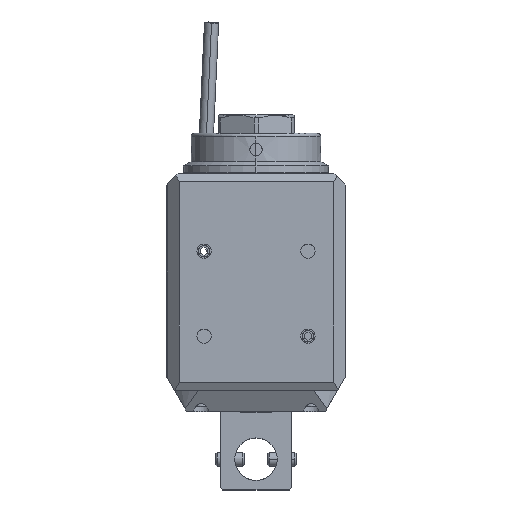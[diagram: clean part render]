
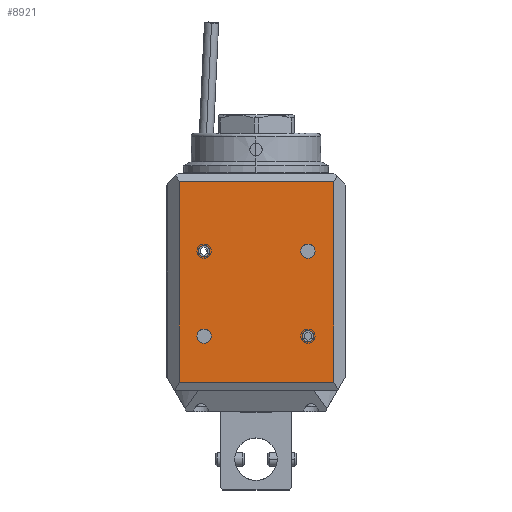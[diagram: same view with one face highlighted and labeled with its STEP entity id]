
A CAD part, top view. The second image highlights one B-rep face of the part: STEP entity #8921.
In plain terms, the highlighted planar face has unit normal (0, 0, -1).
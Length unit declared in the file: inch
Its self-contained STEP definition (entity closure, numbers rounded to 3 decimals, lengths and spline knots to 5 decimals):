
#129 = DIRECTION ( 'NONE',  ( -1., 0., 0. ) ) ;
#458 = CARTESIAN_POINT ( 'NONE',  ( -0.86614, -0.70866, 4.05512 ) ) ;
#552 = VERTEX_POINT ( 'NONE', #20006 ) ;
#1153 = CARTESIAN_POINT ( 'NONE',  ( 0.86614, -0.70866, 4.05512 ) ) ;
#1499 = VERTEX_POINT ( 'NONE', #4384 ) ;
#1914 = CARTESIAN_POINT ( 'NONE',  ( 1.29921, -1.47779, 4.05512 ) ) ;
#2186 = CARTESIAN_POINT ( 'NONE',  ( -0.96457, 0.70866, 4.05512 ) ) ;
#2497 = ORIENTED_EDGE ( 'NONE', *, *, #3977, .T. ) ;
#2616 = VERTEX_POINT ( 'NONE', #15087 ) ;
#3518 = AXIS2_PLACEMENT_3D ( 'NONE', #6689, #20118, #21604 ) ;
#3834 = AXIS2_PLACEMENT_3D ( 'NONE', #18217, #10585, #8722 ) ;
#3960 = ORIENTED_EDGE ( 'NONE', *, *, #16179, .T. ) ;
#3977 = EDGE_CURVE ( 'NONE', #18894, #8114, #4239, .T. ) ;
#4051 = EDGE_CURVE ( 'NONE', #552, #7430, #13382, .T. ) ;
#4157 = VERTEX_POINT ( 'NONE', #9866 ) ;
#4239 = LINE ( 'NONE', #8296, #10228 ) ;
#4244 = DIRECTION ( 'NONE',  ( 0., 0., 1. ) ) ;
#4384 = CARTESIAN_POINT ( 'NONE',  ( -0.76772, 0.70866, 4.05512 ) ) ;
#4629 = EDGE_CURVE ( 'NONE', #8091, #19279, #9066, .T. ) ;
#4701 = ORIENTED_EDGE ( 'NONE', *, *, #4051, .T. ) ;
#4797 = CARTESIAN_POINT ( 'NONE',  ( -0.74803, -0.70866, 4.05512 ) ) ;
#5094 = CIRCLE ( 'NONE', #14568, 0.09843 ) ;
#5179 = EDGE_CURVE ( 'NONE', #8643, #4157, #10493, .T. ) ;
#5478 = DIRECTION ( 'NONE',  ( 1., 0., 0. ) ) ;
#5504 = AXIS2_PLACEMENT_3D ( 'NONE', #1153, #8668, #19884 ) ;
#5579 = ORIENTED_EDGE ( 'NONE', *, *, #5179, .T. ) ;
#5770 = CIRCLE ( 'NONE', #21124, 0.11811 ) ;
#6135 = DIRECTION ( 'NONE',  ( 1., 0., 0. ) ) ;
#6269 = CIRCLE ( 'NONE', #3518, 0.09843 ) ;
#6313 = CARTESIAN_POINT ( 'NONE',  ( -1.27953, 0., 4.05512 ) ) ;
#6360 = EDGE_LOOP ( 'NONE', ( #17923, #17129 ) ) ;
#6398 = AXIS2_PLACEMENT_3D ( 'NONE', #9374, #18973, #129 ) ;
#6434 = DIRECTION ( 'NONE',  ( 0., -1., 0. ) ) ;
#6689 = CARTESIAN_POINT ( 'NONE',  ( 0.86614, -0.70866, 4.05512 ) ) ;
#6762 = CARTESIAN_POINT ( 'NONE',  ( 1.29921, 0., 4.05512 ) ) ;
#7097 = AXIS2_PLACEMENT_3D ( 'NONE', #458, #22655, #13413 ) ;
#7267 = DIRECTION ( 'NONE',  ( 0., 0., 1. ) ) ;
#7300 = ORIENTED_EDGE ( 'NONE', *, *, #12840, .T. ) ;
#7430 = VERTEX_POINT ( 'NONE', #23388 ) ;
#7535 = CARTESIAN_POINT ( 'NONE',  ( 0.98425, 0.70866, 4.05512 ) ) ;
#7796 = ORIENTED_EDGE ( 'NONE', *, *, #19025, .F. ) ;
#7800 = EDGE_CURVE ( 'NONE', #4157, #8643, #9563, .T. ) ;
#8091 = VERTEX_POINT ( 'NONE', #16477 ) ;
#8100 = EDGE_CURVE ( 'NONE', #2616, #17505, #22005, .T. ) ;
#8114 = VERTEX_POINT ( 'NONE', #20148 ) ;
#8296 = CARTESIAN_POINT ( 'NONE',  ( 0., -1.47779, 4.05512 ) ) ;
#8643 = VERTEX_POINT ( 'NONE', #7535 ) ;
#8668 = DIRECTION ( 'NONE',  ( 0., 0., 1. ) ) ;
#8722 = DIRECTION ( 'NONE',  ( 1., 0., 0. ) ) ;
#8753 = FACE_BOUND ( 'NONE', #6360, .T. ) ;
#8827 = VECTOR ( 'NONE', #10469, 39.37008 ) ;
#8921 = ADVANCED_FACE ( 'NONE', ( #8753, #20215, #23780, #14431, #15040 ), #19212, .T. ) ;
#9066 = CIRCLE ( 'NONE', #7097, 0.11811 ) ;
#9077 = EDGE_LOOP ( 'NONE', ( #12042, #4701 ) ) ;
#9374 = CARTESIAN_POINT ( 'NONE',  ( 0., 0., 4.05512 ) ) ;
#9563 = CIRCLE ( 'NONE', #21338, 0.11811 ) ;
#9866 = CARTESIAN_POINT ( 'NONE',  ( 0.74803, 0.70866, 4.05512 ) ) ;
#10228 = VECTOR ( 'NONE', #17326, 39.37008 ) ;
#10469 = DIRECTION ( 'NONE',  ( 0., -1., 0. ) ) ;
#10493 = CIRCLE ( 'NONE', #23068, 0.11811 ) ;
#10510 = LINE ( 'NONE', #6313, #17571 ) ;
#10585 = DIRECTION ( 'NONE',  ( 0., 0., 1. ) ) ;
#10598 = LINE ( 'NONE', #6762, #8827 ) ;
#10976 = CARTESIAN_POINT ( 'NONE',  ( -0.86614, -0.70866, 4.05512 ) ) ;
#12042 = ORIENTED_EDGE ( 'NONE', *, *, #15528, .T. ) ;
#12134 = ORIENTED_EDGE ( 'NONE', *, *, #7800, .T. ) ;
#12635 = CARTESIAN_POINT ( 'NONE',  ( 0., 1.87149, 4.05512 ) ) ;
#12840 = EDGE_CURVE ( 'NONE', #17505, #18894, #10598, .T. ) ;
#13382 = CIRCLE ( 'NONE', #5504, 0.09843 ) ;
#13413 = DIRECTION ( 'NONE',  ( 1., 0., 0. ) ) ;
#13642 = DIRECTION ( 'NONE',  ( 1., 0., 0. ) ) ;
#14431 = FACE_BOUND ( 'NONE', #15054, .T. ) ;
#14460 = CIRCLE ( 'NONE', #3834, 0.09843 ) ;
#14568 = AXIS2_PLACEMENT_3D ( 'NONE', #15286, #20696, #6135 ) ;
#15040 = FACE_BOUND ( 'NONE', #15473, .T. ) ;
#15054 = EDGE_LOOP ( 'NONE', ( #17248, #3960 ) ) ;
#15087 = CARTESIAN_POINT ( 'NONE',  ( -1.27953, 1.87149, 4.05512 ) ) ;
#15286 = CARTESIAN_POINT ( 'NONE',  ( -0.86614, 0.70866, 4.05512 ) ) ;
#15473 = EDGE_LOOP ( 'NONE', ( #5579, #12134 ) ) ;
#15528 = EDGE_CURVE ( 'NONE', #7430, #552, #6269, .T. ) ;
#15611 = DIRECTION ( 'NONE',  ( 0., 0., 1. ) ) ;
#15959 = DIRECTION ( 'NONE',  ( 1., 0., 0. ) ) ;
#16179 = EDGE_CURVE ( 'NONE', #18558, #1499, #5094, .T. ) ;
#16477 = CARTESIAN_POINT ( 'NONE',  ( -0.98425, -0.70866, 4.05512 ) ) ;
#16904 = DIRECTION ( 'NONE',  ( 1., 0., 0. ) ) ;
#17129 = ORIENTED_EDGE ( 'NONE', *, *, #4629, .T. ) ;
#17177 = EDGE_CURVE ( 'NONE', #19279, #8091, #5770, .T. ) ;
#17248 = ORIENTED_EDGE ( 'NONE', *, *, #20220, .T. ) ;
#17326 = DIRECTION ( 'NONE',  ( -1., 0., 0. ) ) ;
#17505 = VERTEX_POINT ( 'NONE', #21912 ) ;
#17571 = VECTOR ( 'NONE', #6434, 39.37008 ) ;
#17793 = CARTESIAN_POINT ( 'NONE',  ( 0.86614, 0.70866, 4.05512 ) ) ;
#17889 = ORIENTED_EDGE ( 'NONE', *, *, #8100, .T. ) ;
#17923 = ORIENTED_EDGE ( 'NONE', *, *, #17177, .T. ) ;
#18217 = CARTESIAN_POINT ( 'NONE',  ( -0.86614, 0.70866, 4.05512 ) ) ;
#18558 = VERTEX_POINT ( 'NONE', #2186 ) ;
#18894 = VERTEX_POINT ( 'NONE', #1914 ) ;
#18973 = DIRECTION ( 'NONE',  ( 0., 0., -1. ) ) ;
#18980 = VECTOR ( 'NONE', #5478, 39.37008 ) ;
#19025 = EDGE_CURVE ( 'NONE', #2616, #8114, #10510, .T. ) ;
#19212 = PLANE ( 'NONE',  #6398 ) ;
#19279 = VERTEX_POINT ( 'NONE', #4797 ) ;
#19884 = DIRECTION ( 'NONE',  ( 1., 0., 0. ) ) ;
#20006 = CARTESIAN_POINT ( 'NONE',  ( 0.76772, -0.70866, 4.05512 ) ) ;
#20118 = DIRECTION ( 'NONE',  ( 0., 0., 1. ) ) ;
#20148 = CARTESIAN_POINT ( 'NONE',  ( -1.27953, -1.47779, 4.05512 ) ) ;
#20215 = FACE_BOUND ( 'NONE', #9077, .T. ) ;
#20220 = EDGE_CURVE ( 'NONE', #1499, #18558, #14460, .T. ) ;
#20696 = DIRECTION ( 'NONE',  ( 0., 0., 1. ) ) ;
#21124 = AXIS2_PLACEMENT_3D ( 'NONE', #10976, #7267, #16904 ) ;
#21338 = AXIS2_PLACEMENT_3D ( 'NONE', #23121, #15611, #13642 ) ;
#21604 = DIRECTION ( 'NONE',  ( 1., 0., 0. ) ) ;
#21912 = CARTESIAN_POINT ( 'NONE',  ( 1.29921, 1.87149, 4.05512 ) ) ;
#22005 = LINE ( 'NONE', #12635, #18980 ) ;
#22655 = DIRECTION ( 'NONE',  ( 0., 0., 1. ) ) ;
#22686 = EDGE_LOOP ( 'NONE', ( #17889, #7300, #2497, #7796 ) ) ;
#23068 = AXIS2_PLACEMENT_3D ( 'NONE', #17793, #4244, #15959 ) ;
#23121 = CARTESIAN_POINT ( 'NONE',  ( 0.86614, 0.70866, 4.05512 ) ) ;
#23388 = CARTESIAN_POINT ( 'NONE',  ( 0.96457, -0.70866, 4.05512 ) ) ;
#23780 = FACE_OUTER_BOUND ( 'NONE', #22686, .T. ) ;
